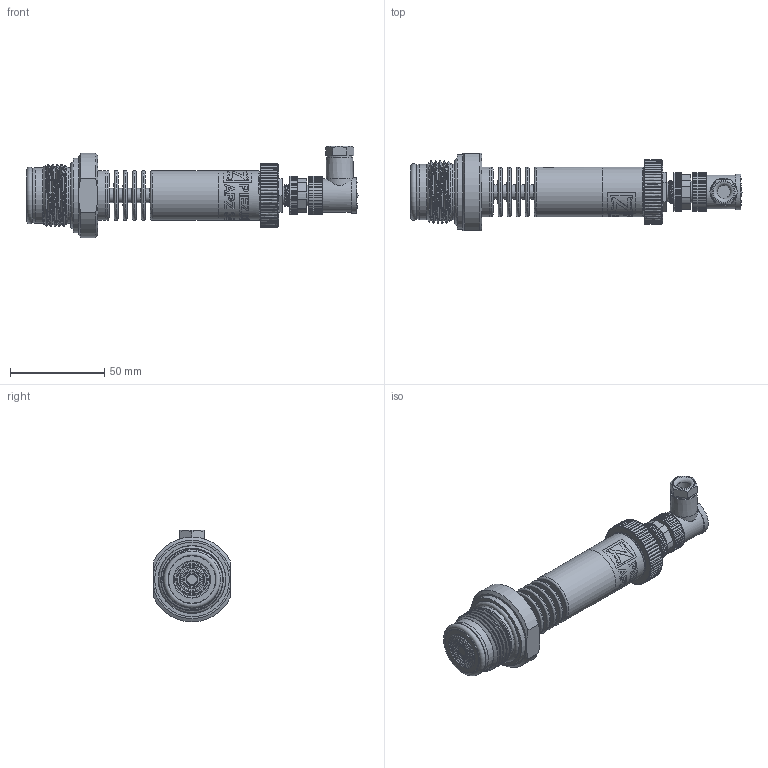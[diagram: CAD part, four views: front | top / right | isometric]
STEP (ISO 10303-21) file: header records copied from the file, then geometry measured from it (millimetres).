
FILE_DESCRIPTION(/* description */ (''),/* implementation_level */ '2;1');
FILE_NAME(/* name */ 'APZ3420s_G1-solidflush_radiator_3.step',/* time_stamp */ '2021-07-08T14:37:32+03:00',/* author */ (''),/* organization */ (''),/* preprocessor_version */ 'ST-DEVELOPER v18.1',/* originating_system */ 'Autodesk Translation Framework v10.9.0.1377',/* authorisation */ '');
FILE_SCHEMA (('AUTOMOTIVE_DESIGN { 1 0 10303 214 3 1 1 }'));
Products named in the file (8): АПЗ 3420S заполненная; OMAL nut M27x1.5; M12x1 male; Ш100.000.002; M12x1 female angular; shell radiator; shell 29 ; МР00-01.266.400.125 (Full G1DIN) v2
Assembly tree (7 placements, depth 2):
  АПЗ 3420S заполненная
    OMAL nut M27x1.5
    M12x1 male
    Ш100.000.002
    M12x1 female angular
    shell radiator
    shell 29 
    МР00-01.266.400.125 (Full G1DIN) v2
Bounding box: 176.07 x 41 x 48.7 mm (x, y, z)
Volume: 99637.8 mm3; surface area: 37750.2 mm2
Topology: 20 solids, 20 shells, 1089 faces, 2992 edges, 2003 vertices
Faces by surface type: bspline 475, cylinder 346, plane 190, torus 44, cone 33, sphere 1
Full cylindrical faces by diameter (mm): 1 x12, 1.5 x4, 2 x2, 7 x1, 7.183 x1, 7.5 x5, 8 x1, 8.2 x1, 9.471 x2, 10.6 x2, 10.741 x6, 11.035 x4, 11.156 x1, 11.884 x5, 12.152 x4, 13 x1, 14 x1, 14.137 x4, 14.526 x3, 15.85 x3, 16.203 x3, 18 x1, 19 x1, 21.4 x2, 22.3 x1, 22.5 x2, 24.5 x5, 25.132 x4, 25.437 x1, 25.526 x4
Entity records: 60563 total; most frequent: CARTESIAN_POINT 35995, ORIENTED_EDGE 5984, DIRECTION 3615, EDGE_CURVE 2992, VERTEX_POINT 2003, AXIS2_PLACEMENT_3D 1335, B_SPLINE_CURVE_WITH_KNOTS 1267, EDGE_LOOP 1169
